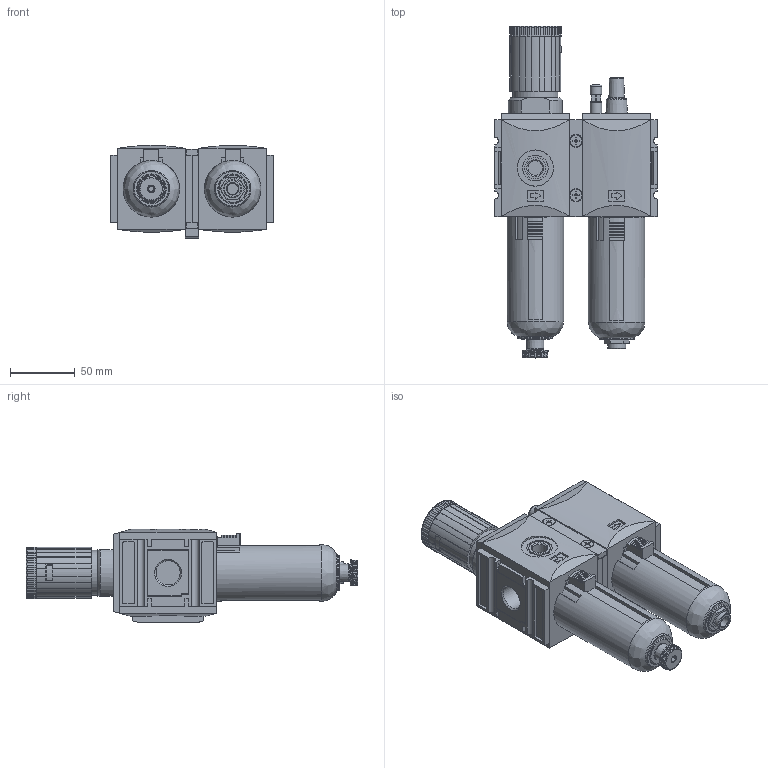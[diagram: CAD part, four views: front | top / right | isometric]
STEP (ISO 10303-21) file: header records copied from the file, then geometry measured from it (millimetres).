
FILE_DESCRIPTION( ( 'STEP AP214' ), ' ' );
FILE_NAME( '92802.EE30.stp', '2016-12-05T10:55:02', ( '' ), ( '' ), ' ', 'PARTsolutions', ' ' );
FILE_SCHEMA( ( 'AUTOMOTIVE_DESIGN { 1 0 10303 214 1 1 1 1 }' ) );
Length unit declared in the file: millimetre
Products named in the file (10): 92802.EE30; _FU 814G 1/2000-1; _FU 814-3; _FU 814_0; _FU 904G 1/2000-1; _FU 904_0; _KP 200-1; _KP 200-3; _KP 200-2; _KP 200-4
Assembly tree (10 placements, depth 2):
  92802.EE30
    _FU 814G 1/2000-1
    _FU 814-3
    _FU 814_0
    _FU 904G 1/2000-1
    _FU 904_0
    _KP 200-1
    _KP 200-3  x2
    _KP 200-2
    _KP 200-4
Bounding box: 126 x 257 x 72.06 mm (x, y, z)
Volume: 965068.8 mm3; surface area: 131183.4 mm2
Topology: 10 solids, 10 shells, 1068 faces, 2776 edges, 1800 vertices
Faces by surface type: plane 624, cylinder 331, torus 65, cone 46, bspline 2
Full cylindrical faces by diameter (mm): 4 x1, 4.509 x2, 5 x2, 5.2 x6, 6.3 x1, 8.566 x1, 9 x2, 9.3 x2, 9.728 x1, 11.445 x1, 14 x1, 16.5 x2, 18.631 x4, 19.8 x2, 20 x1, 22 x2, 23 x2, 27 x2, 28 x2, 35 x1, 42 x1, 43.8 x2
Entity records: 41336 total; most frequent: CARTESIAN_POINT 7561, ORIENTED_EDGE 5234, DIRECTION 5202, EDGE_CURVE 2617, AXIS2_PLACEMENT_3D 1784, VERTEX_POINT 1751, LINE 1634, VECTOR 1634
